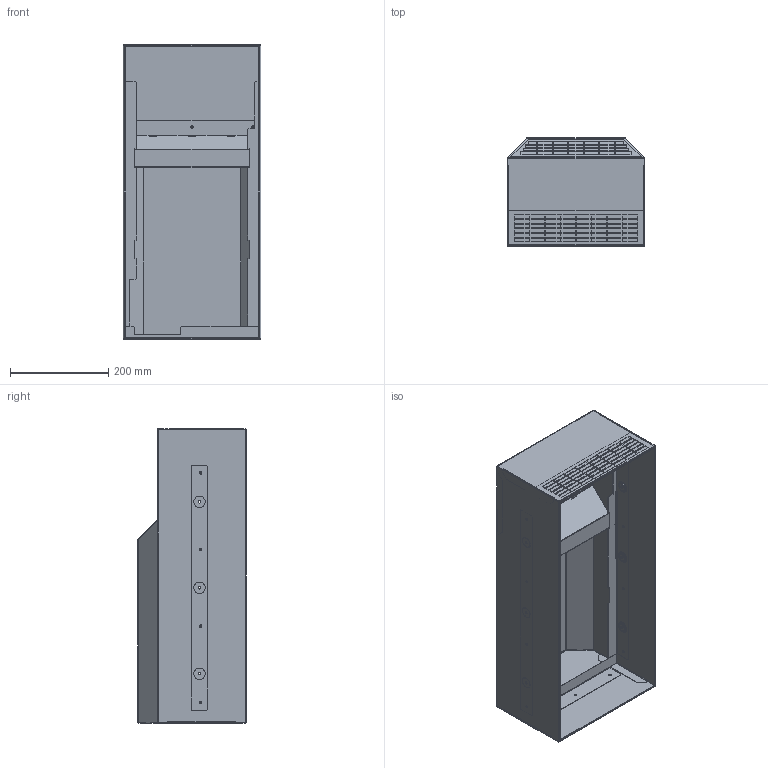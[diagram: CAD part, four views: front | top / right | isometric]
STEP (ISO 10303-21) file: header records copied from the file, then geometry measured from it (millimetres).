
FILE_DESCRIPTION((''),'2;1');
FILE_NAME('KG4266R_NEMA_COVER_ASS_ASM','2018-09-14T',('briang'),(''),'CREO PARAMETRIC BY PTC INC, 2017170','CREO PARAMETRIC BY PTC INC, 2017170','');
FILE_SCHEMA(('CONFIG_CONTROL_DESIGN'));
Length unit declared in the file: millimetre
Products named in the file (7): KG4266R_NEMACOV; KG4266R_NEMCOV_SEPARATOR; KG4266R_NEMCOV_HOR_FIXING; KG4266R_NEMCOV_VER_FIXING; KG4266R_NEMCOV_INTAKE_MESH; KG4266R_NEMCOV_OUTTAKE_MESH; KG4266R_NEMA_COVER_ASS_ASM
Assembly tree (7 placements, depth 2):
  KG4266R_NEMA_COVER_ASS_ASM
    KG4266R_NEMACOV
    KG4266R_NEMCOV_SEPARATOR
    KG4266R_NEMCOV_HOR_FIXING
    KG4266R_NEMCOV_VER_FIXING  x2
    KG4266R_NEMCOV_INTAKE_MESH
    KG4266R_NEMCOV_OUTTAKE_MESH
Bounding box: 280 x 220 x 600 mm (x, y, z)
Volume: 632524.2 mm3; surface area: 1310372.2 mm2
Topology: 7 solids, 7 shells, 958 faces, 2442 edges, 1532 vertices
Faces by surface type: plane 648, torus 132, cylinder 108, bspline 46, cone 24
Entity records: 27859 total; most frequent: CARTESIAN_POINT 5970, ORIENTED_EDGE 4486, DIRECTION 4397, EDGE_CURVE 2243, VECTOR 1699, LINE 1699, VERTEX_POINT 1410, AXIS2_PLACEMENT_3D 1349
